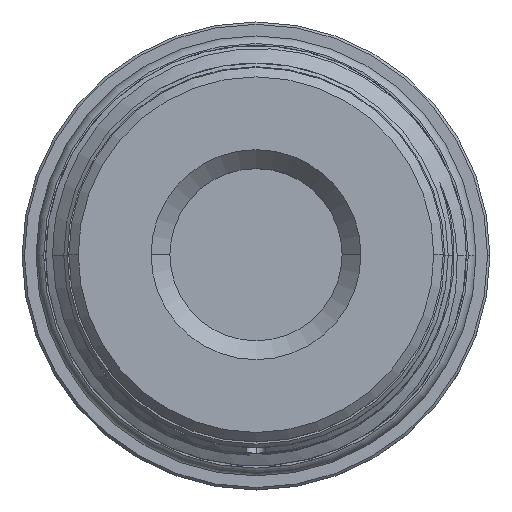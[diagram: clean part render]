
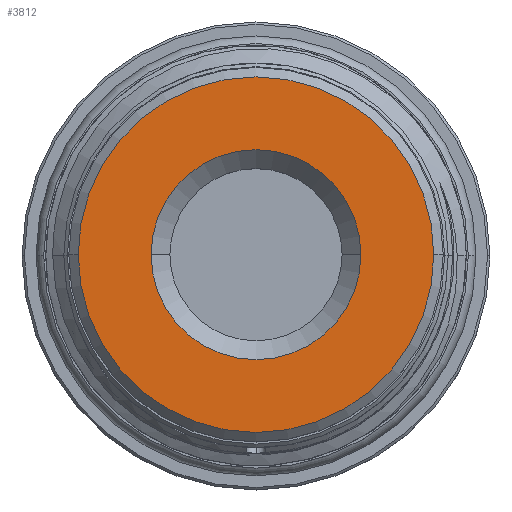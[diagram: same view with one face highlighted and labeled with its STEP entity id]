
A CAD part, top view. The second image highlights one B-rep face of the part: STEP entity #3812.
In plain terms, the highlighted planar face has unit normal (0, 0, 1).
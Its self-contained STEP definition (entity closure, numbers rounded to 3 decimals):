
#192 = CARTESIAN_POINT ( 'NONE',  ( 0., 0., 137.257 ) ) ;
#324 = CARTESIAN_POINT ( 'NONE',  ( 0., 0., 137.257 ) ) ;
#424 = VERTEX_POINT ( 'NONE', #722 ) ;
#722 = CARTESIAN_POINT ( 'NONE',  ( 15.075, 0., 137.257 ) ) ;
#1110 = DIRECTION ( 'NONE',  ( 0., 0., -1. ) ) ;
#1286 = FACE_OUTER_BOUND ( 'NONE', #8476, .T. ) ;
#1577 = CARTESIAN_POINT ( 'NONE',  ( -15.075, 0., 137.257 ) ) ;
#2040 = CIRCLE ( 'NONE', #5544, 15.075 ) ;
#2073 = DIRECTION ( 'NONE',  ( 0., 0., 1. ) ) ;
#3450 = DIRECTION ( 'NONE',  ( 1., 0., 0. ) ) ;
#3812 = ADVANCED_FACE ( 'NONE', ( #1286, #12903 ), #6187, .T. ) ;
#3952 = CIRCLE ( 'NONE', #5169, 8.9 ) ;
#4808 = VERTEX_POINT ( 'NONE', #12184 ) ;
#4828 = ORIENTED_EDGE ( 'NONE', *, *, #5460, .F. ) ;
#5169 = AXIS2_PLACEMENT_3D ( 'NONE', #10842, #2073, #3450 ) ;
#5460 = EDGE_CURVE ( 'NONE', #424, #14382, #2040, .T. ) ;
#5544 = AXIS2_PLACEMENT_3D ( 'NONE', #15034, #1110, #8806 ) ;
#5771 = EDGE_CURVE ( 'NONE', #8078, #4808, #7789, .T. ) ;
#6187 = PLANE ( 'NONE',  #11815 ) ;
#6246 = DIRECTION ( 'NONE',  ( 0., 0., 1. ) ) ;
#6582 = DIRECTION ( 'NONE',  ( -1., 0., 0. ) ) ;
#7568 = ORIENTED_EDGE ( 'NONE', *, *, #9886, .F. ) ;
#7789 = CIRCLE ( 'NONE', #15426, 8.9 ) ;
#7889 = CARTESIAN_POINT ( 'NONE',  ( -8.9, 0., 137.257 ) ) ;
#8078 = VERTEX_POINT ( 'NONE', #7889 ) ;
#8236 = EDGE_CURVE ( 'NONE', #14382, #424, #13228, .T. ) ;
#8329 = EDGE_LOOP ( 'NONE', ( #7568, #10081 ) ) ;
#8476 = EDGE_LOOP ( 'NONE', ( #8656, #4828 ) ) ;
#8656 = ORIENTED_EDGE ( 'NONE', *, *, #8236, .F. ) ;
#8806 = DIRECTION ( 'NONE',  ( -1., 0., 0. ) ) ;
#9151 = DIRECTION ( 'NONE',  ( 0., 0., -1. ) ) ;
#9331 = DIRECTION ( 'NONE',  ( 0., 0., 1. ) ) ;
#9886 = EDGE_CURVE ( 'NONE', #4808, #8078, #3952, .T. ) ;
#10081 = ORIENTED_EDGE ( 'NONE', *, *, #5771, .F. ) ;
#10842 = CARTESIAN_POINT ( 'NONE',  ( 0., 0., 137.257 ) ) ;
#11761 = DIRECTION ( 'NONE',  ( 1., 0., 0. ) ) ;
#11815 = AXIS2_PLACEMENT_3D ( 'NONE', #13686, #6246, #13630 ) ;
#12184 = CARTESIAN_POINT ( 'NONE',  ( 8.9, 0., 137.257 ) ) ;
#12903 = FACE_BOUND ( 'NONE', #8329, .T. ) ;
#13228 = CIRCLE ( 'NONE', #14596, 15.075 ) ;
#13630 = DIRECTION ( 'NONE',  ( 1., 0., 0. ) ) ;
#13686 = CARTESIAN_POINT ( 'NONE',  ( -15.075, 0., 137.257 ) ) ;
#14382 = VERTEX_POINT ( 'NONE', #1577 ) ;
#14596 = AXIS2_PLACEMENT_3D ( 'NONE', #192, #9151, #6582 ) ;
#15034 = CARTESIAN_POINT ( 'NONE',  ( 0., 0., 137.257 ) ) ;
#15426 = AXIS2_PLACEMENT_3D ( 'NONE', #324, #9331, #11761 ) ;
